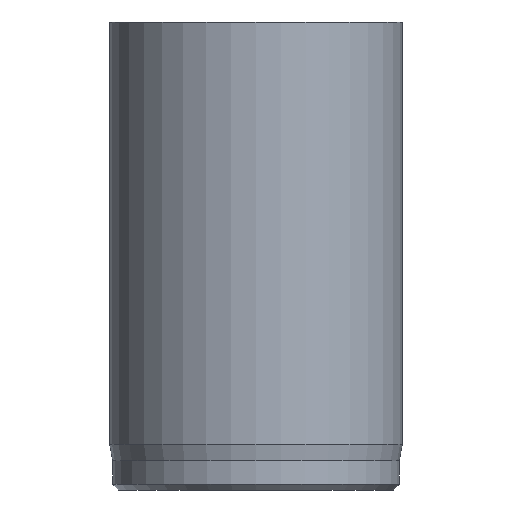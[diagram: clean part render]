
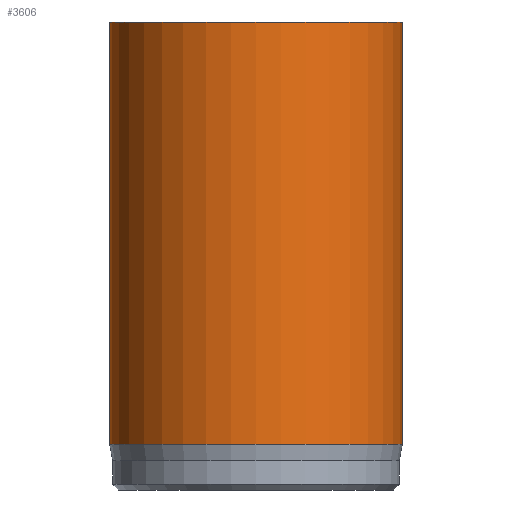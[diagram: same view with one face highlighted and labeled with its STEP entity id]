
A CAD part, front view. The second image highlights one B-rep face of the part: STEP entity #3606.
In plain terms, the highlighted cylindrical face has radius 5 mm (diameter 10 mm), a full revolution.
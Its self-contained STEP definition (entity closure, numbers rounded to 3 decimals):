
#519=CYLINDRICAL_SURFACE('',#3778,5.);
#659=FACE_OUTER_BOUND('',#878,.T.);
#878=EDGE_LOOP('',(#3095,#3096,#3097,#3098,#3099));
#1101=LINE('',#6516,#1334);
#1334=VECTOR('',#4081,5.);
#1422=CIRCLE('',#3760,5.);
#1429=CIRCLE('',#3776,5.);
#1430=CIRCLE('',#3777,5.);
#1689=VERTEX_POINT('',#6483);
#1696=VERTEX_POINT('',#6510);
#1697=VERTEX_POINT('',#6511);
#2172=EDGE_CURVE('',#1689,#1689,#1422,.T.);
#2183=EDGE_CURVE('',#1696,#1697,#1429,.T.);
#2184=EDGE_CURVE('',#1697,#1696,#1430,.T.);
#2186=EDGE_CURVE('',#1689,#1696,#1101,.T.);
#3095=ORIENTED_EDGE('',*,*,#2172,.T.);
#3096=ORIENTED_EDGE('',*,*,#2186,.T.);
#3097=ORIENTED_EDGE('',*,*,#2183,.T.);
#3098=ORIENTED_EDGE('',*,*,#2184,.T.);
#3099=ORIENTED_EDGE('',*,*,#2186,.F.);
#3606=ADVANCED_FACE('',(#659),#519,.T.);
#3760=AXIS2_PLACEMENT_3D('',#6484,#4038,#4039);
#3776=AXIS2_PLACEMENT_3D('',#6512,#4074,#4075);
#3777=AXIS2_PLACEMENT_3D('',#6513,#4076,#4077);
#3778=AXIS2_PLACEMENT_3D('',#6515,#4079,#4080);
#4038=DIRECTION('center_axis',(0.,0.,-1.));
#4039=DIRECTION('ref_axis',(-1.,0.,0.));
#4074=DIRECTION('center_axis',(0.,0.,1.));
#4075=DIRECTION('ref_axis',(-1.,0.,0.));
#4076=DIRECTION('center_axis',(0.,0.,1.));
#4077=DIRECTION('ref_axis',(-1.,0.,0.));
#4079=DIRECTION('center_axis',(0.,0.,1.));
#4080=DIRECTION('ref_axis',(-1.,0.,0.));
#4081=DIRECTION('',(0.,0.,-1.));
#6483=CARTESIAN_POINT('',(5.,0.,16.));
#6484=CARTESIAN_POINT('Origin',(0.,0.,16.));
#6510=CARTESIAN_POINT('',(5.,0.,1.567));
#6511=CARTESIAN_POINT('',(-5.,0.,1.567));
#6512=CARTESIAN_POINT('Origin',(0.,0.,1.567));
#6513=CARTESIAN_POINT('Origin',(0.,0.,1.567));
#6515=CARTESIAN_POINT('Origin',(0.,0.,0.));
#6516=CARTESIAN_POINT('',(5.,0.,0.));
